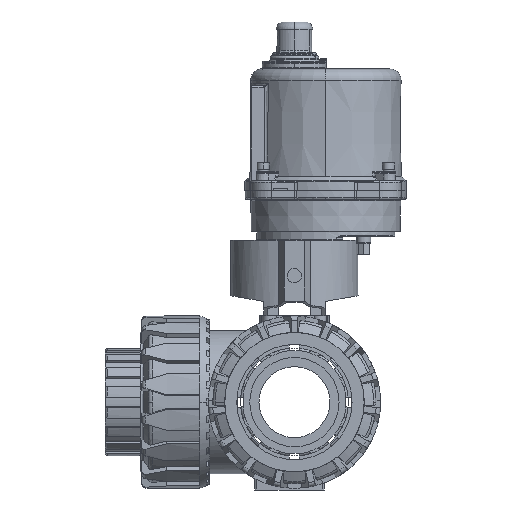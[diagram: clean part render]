
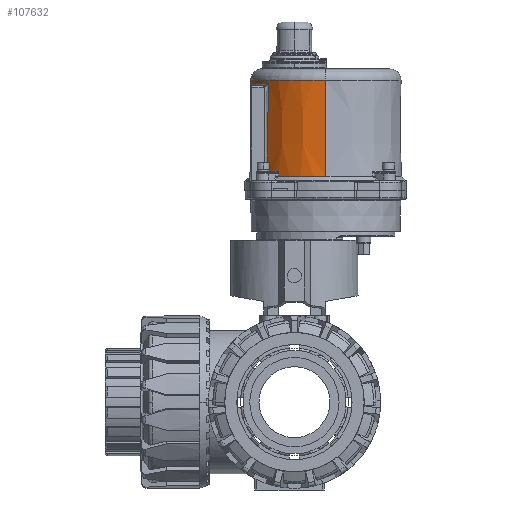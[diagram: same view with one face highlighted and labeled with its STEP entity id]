
A CAD part, front view. The second image highlights one B-rep face of the part: STEP entity #107632.
In plain terms, the highlighted conical face has half-angle 0.3 degrees and reference radius 53.499 mm.
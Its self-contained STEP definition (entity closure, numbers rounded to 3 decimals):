
#101 = ORIENTED_EDGE ( 'NONE', *, *, #114725, .F. ) ;
#4754 = CARTESIAN_POINT ( 'NONE',  ( -11.008, -41.999, 101.995 ) ) ;
#4956 = VERTEX_POINT ( 'NONE', #88946 ) ;
#5749 = CARTESIAN_POINT ( 'NONE',  ( -18.69, -34.424, 121.997 ) ) ;
#6218 = CARTESIAN_POINT ( 'NONE',  ( 22.1, -53.144, 166.042 ) ) ;
#7439 = ORIENTED_EDGE ( 'NONE', *, *, #127837, .T. ) ;
#7674 = VERTEX_POINT ( 'NONE', #61784 ) ;
#7760 = EDGE_CURVE ( 'NONE', #34055, #35651, #109075, .T. ) ;
#8093 = CIRCLE ( 'NONE', #80014, 53.499 ) ;
#11385 = AXIS2_PLACEMENT_3D ( 'NONE', #16305, #14904, #123736 ) ;
#12799 = B_SPLINE_CURVE_WITH_KNOTS ( 'NONE', 3,
 ( #56926, #15358, #111946, #90338 ),
 .UNSPECIFIED., .F., .F.,
 ( 4, 4 ),
 ( 0., 1. ),
 .UNSPECIFIED. ) ;
#13281 = CARTESIAN_POINT ( 'NONE',  ( -18.585, -34.211, 163.492 ) ) ;
#14239 = EDGE_CURVE ( 'NONE', #7674, #112997, #17116, .T. ) ;
#14904 = DIRECTION ( 'NONE',  ( 0., 0., -1. ) ) ;
#15358 = CARTESIAN_POINT ( 'NONE',  ( -11.007, -42.012, 100.076 ) ) ;
#16305 = CARTESIAN_POINT ( 'NONE',  ( 22.1, 0., 98.227 ) ) ;
#17116 = B_SPLINE_CURVE_WITH_KNOTS ( 'NONE', 3,
 ( #89856, #36121, #90331, #121850 ),
 .UNSPECIFIED., .F., .F.,
 ( 4, 4 ),
 ( -1., 0. ),
 .UNSPECIFIED. ) ;
#18534 = CARTESIAN_POINT ( 'NONE',  ( 22.1, -53.499, 98.227 ) ) ;
#19049 = DIRECTION ( 'NONE',  ( 0., 1., 0. ) ) ;
#31613 = AXIS2_PLACEMENT_3D ( 'NONE', #125174, #38540, #124712 ) ;
#32820 = ORIENTED_EDGE ( 'NONE', *, *, #14239, .F. ) ;
#34055 = VERTEX_POINT ( 'NONE', #139832 ) ;
#35651 = VERTEX_POINT ( 'NONE', #4754 ) ;
#36121 = CARTESIAN_POINT ( 'NONE',  ( -31.012, -2.077, 164.417 ) ) ;
#38282 = CARTESIAN_POINT ( 'NONE',  ( -18.74, -34.527, 101.995 ) ) ;
#38540 = DIRECTION ( 'NONE',  ( 0., 0., 1. ) ) ;
#41450 = DIRECTION ( 'NONE',  ( 0., 1., 0. ) ) ;
#43816 = ORIENTED_EDGE ( 'NONE', *, *, #118010, .T. ) ;
#46097 = EDGE_CURVE ( 'NONE', #4956, #119422, #8093, .T. ) ;
#47473 = ORIENTED_EDGE ( 'NONE', *, *, #7760, .T. ) ;
#50466 = ORIENTED_EDGE ( 'NONE', *, *, #113239, .T. ) ;
#50802 = B_SPLINE_CURVE_WITH_KNOTS ( 'NONE', 3,
 ( #127777, #52023, #138643, #94887 ),
 .UNSPECIFIED., .F., .F.,
 ( 4, 4 ),
 ( 0., 1. ),
 .UNSPECIFIED. ) ;
#50992 = VECTOR ( 'NONE', #71409, 1000. ) ;
#51022 = FACE_OUTER_BOUND ( 'NONE', #103970, .T. ) ;
#52023 = CARTESIAN_POINT ( 'NONE',  ( -18.587, -34.213, 162.995 ) ) ;
#54393 = LINE ( 'NONE', #18534, #50992 ) ;
#56669 = AXIS2_PLACEMENT_3D ( 'NONE', #105706, #61033, #19049 ) ;
#56926 = CARTESIAN_POINT ( 'NONE',  ( -11.007, -42.006, 101. ) ) ;
#61033 = DIRECTION ( 'NONE',  ( 0., 0., -1. ) ) ;
#61784 = CARTESIAN_POINT ( 'NONE',  ( -31.012, -2.197, 163.492 ) ) ;
#65038 = DIRECTION ( 'NONE',  ( 0., 0., 1. ) ) ;
#69406 = EDGE_CURVE ( 'NONE', #76257, #4956, #12799, .T. ) ;
#70380 = CARTESIAN_POINT ( 'NONE',  ( -18.589, -34.218, 162. ) ) ;
#71409 = DIRECTION ( 'NONE',  ( 0., -0.005, -1. ) ) ;
#72860 = VERTEX_POINT ( 'NONE', #13281 ) ;
#73633 = CARTESIAN_POINT ( 'NONE',  ( 22.1, 0., 98.227 ) ) ;
#75710 = CARTESIAN_POINT ( 'NONE',  ( -18.589, -34.218, 162. ) ) ;
#76257 = VERTEX_POINT ( 'NONE', #94110 ) ;
#77775 = VERTEX_POINT ( 'NONE', #6218 ) ;
#80014 = AXIS2_PLACEMENT_3D ( 'NONE', #73633, #95183, #41450 ) ;
#88067 = CONICAL_SURFACE ( 'NONE', #11385, 53.499, 0.005 ) ;
#88946 = CARTESIAN_POINT ( 'NONE',  ( -11.006, -42.025, 98.227 ) ) ;
#89856 = CARTESIAN_POINT ( 'NONE',  ( -31.012, -2.197, 163.492 ) ) ;
#90331 = CARTESIAN_POINT ( 'NONE',  ( -31.012, -1.958, 165.267 ) ) ;
#90338 = CARTESIAN_POINT ( 'NONE',  ( -11.006, -42.025, 98.227 ) ) ;
#92741 = ORIENTED_EDGE ( 'NONE', *, *, #133495, .T. ) ;
#93388 = CARTESIAN_POINT ( 'NONE',  ( -11.007, -42.006, 101. ) ) ;
#94110 = CARTESIAN_POINT ( 'NONE',  ( -11.007, -42.006, 101. ) ) ;
#94290 = CARTESIAN_POINT ( 'NONE',  ( -11.008, -41.999, 101.995 ) ) ;
#94334 = AXIS2_PLACEMENT_3D ( 'NONE', #139420, #65038, #119618 ) ;
#94659 = ORIENTED_EDGE ( 'NONE', *, *, #69406, .T. ) ;
#94756 = CARTESIAN_POINT ( 'NONE',  ( -11.008, -42.001, 101.663 ) ) ;
#94887 = CARTESIAN_POINT ( 'NONE',  ( -18.589, -34.218, 162. ) ) ;
#95183 = DIRECTION ( 'NONE',  ( 0., 0., 1. ) ) ;
#95201 = ORIENTED_EDGE ( 'NONE', *, *, #130755, .T. ) ;
#99597 = CARTESIAN_POINT ( 'NONE',  ( -31.012, -1.838, 166.042 ) ) ;
#101271 = B_SPLINE_CURVE_WITH_KNOTS ( 'NONE', 3,
 ( #94290, #94756, #103717, #93388 ),
 .UNSPECIFIED., .F., .F.,
 ( 4, 4 ),
 ( 0., 1. ),
 .UNSPECIFIED. ) ;
#101903 = CARTESIAN_POINT ( 'NONE',  ( -18.64, -34.321, 141.998 ) ) ;
#103717 = CARTESIAN_POINT ( 'NONE',  ( -11.007, -42.003, 101.332 ) ) ;
#103970 = EDGE_LOOP ( 'NONE', ( #101, #95201, #32820, #92741, #7439, #43816, #47473, #50466, #94659, #118861 ) ) ;
#105706 = CARTESIAN_POINT ( 'NONE',  ( 22.1, 0., 166.042 ) ) ;
#107632 = ADVANCED_FACE ( 'NONE', ( #51022 ), #88067, .T. ) ;
#109075 = CIRCLE ( 'NONE', #94334, 53.479 ) ;
#111946 = CARTESIAN_POINT ( 'NONE',  ( -11.007, -42.018, 99.151 ) ) ;
#112997 = VERTEX_POINT ( 'NONE', #99597 ) ;
#113239 = EDGE_CURVE ( 'NONE', #35651, #76257, #101271, .T. ) ;
#114725 = EDGE_CURVE ( 'NONE', #77775, #119422, #54393, .T. ) ;
#118010 = EDGE_CURVE ( 'NONE', #119199, #34055, #125059, .T. ) ;
#118861 = ORIENTED_EDGE ( 'NONE', *, *, #46097, .T. ) ;
#119199 = VERTEX_POINT ( 'NONE', #75710 ) ;
#119422 = VERTEX_POINT ( 'NONE', #134413 ) ;
#119618 = DIRECTION ( 'NONE',  ( 0., 1., 0. ) ) ;
#121850 = CARTESIAN_POINT ( 'NONE',  ( -31.012, -1.838, 166.042 ) ) ;
#123736 = DIRECTION ( 'NONE',  ( 0., 1., 0. ) ) ;
#124712 = DIRECTION ( 'NONE',  ( 0., -1., 0. ) ) ;
#125059 = B_SPLINE_CURVE_WITH_KNOTS ( 'NONE', 3,
 ( #70380, #101903, #5749, #38282 ),
 .UNSPECIFIED., .F., .F.,
 ( 4, 4 ),
 ( 0., 1. ),
 .UNSPECIFIED. ) ;
#125174 = CARTESIAN_POINT ( 'NONE',  ( 22.1, 0., 163.492 ) ) ;
#127777 = CARTESIAN_POINT ( 'NONE',  ( -18.585, -34.211, 163.492 ) ) ;
#127837 = EDGE_CURVE ( 'NONE', #72860, #119199, #50802, .T. ) ;
#130755 = EDGE_CURVE ( 'NONE', #77775, #112997, #131722, .T. ) ;
#131722 = CIRCLE ( 'NONE', #56669, 53.144 ) ;
#133495 = EDGE_CURVE ( 'NONE', #7674, #72860, #135147, .T. ) ;
#134413 = CARTESIAN_POINT ( 'NONE',  ( 22.1, -53.499, 98.227 ) ) ;
#135147 = CIRCLE ( 'NONE', #31613, 53.157 ) ;
#138643 = CARTESIAN_POINT ( 'NONE',  ( -18.588, -34.216, 162.497 ) ) ;
#139420 = CARTESIAN_POINT ( 'NONE',  ( 22.1, 0., 101.995 ) ) ;
#139832 = CARTESIAN_POINT ( 'NONE',  ( -18.74, -34.527, 101.995 ) ) ;
